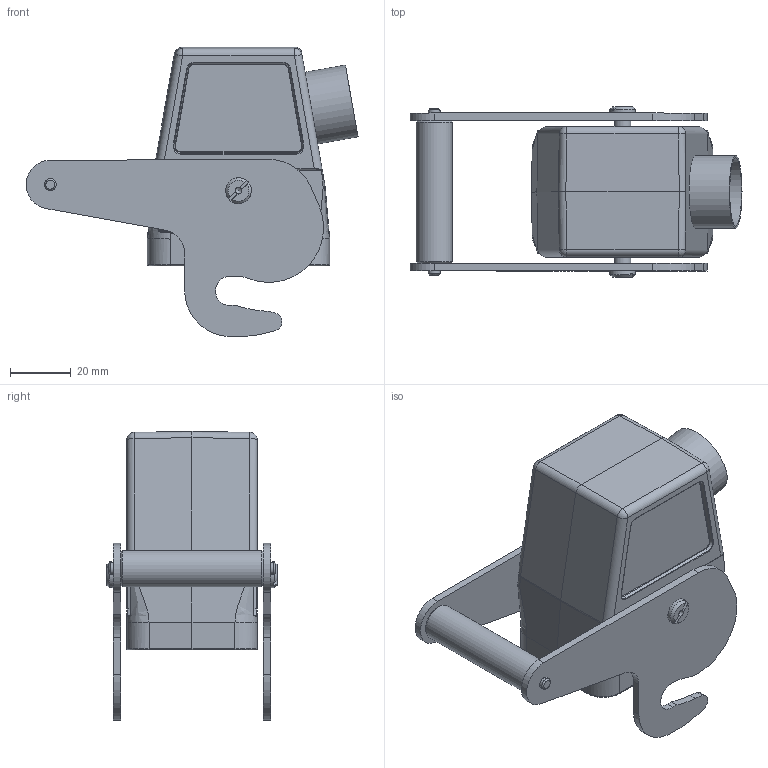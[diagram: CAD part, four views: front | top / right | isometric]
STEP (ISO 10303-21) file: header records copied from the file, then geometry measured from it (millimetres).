
FILE_DESCRIPTION(/* description */ (''),/* implementation_level */ '2;1');
FILE_NAME(/* name */ '100691330ugm000_b.stp',/* time_stamp */ '2018-03-07T11:31:42+01:00',/* author */ (''),/* organization */ (''),/* preprocessor_version */ 'ST-DEVELOPER v16',/* originating_system */ 'SIEMENS PLM Software NX 10.0',/* authorisation */ '');
FILE_SCHEMA (('AUTOMOTIVE_DESIGN { 1 0 10303 214 3 1 1 1 }'));
Length unit declared in the file: millimetre
Products named in the file (1): 100691330ugm000_b
Bounding box: 109.34 x 56 x 95.27 mm (x, y, z)
Volume: 71237.9 mm3; surface area: 46257.4 mm2
Topology: 2 solids, 5 shells, 537 faces, 1370 edges, 855 vertices
Faces by surface type: plane 193, cylinder 160, bspline 81, cone 50, torus 49, sphere 4
Full cylindrical faces by diameter (mm): 2.2 x2, 3 x4, 3.2 x2, 3.3 x2, 3.95 x2, 5.37 x2, 5.6 x2, 8.5 x2, 12 x1, 18.5 x1, 21.16 x1, 22.5 x1, 24 x1
Entity records: 20345 total; most frequent: CARTESIAN_POINT 6728, DIRECTION 2461, ORIENTED_EDGE 2436, EDGE_CURVE 1218, AXIS2_PLACEMENT_3D 942, VERTEX_POINT 775, EDGE_LOOP 627, LINE 577
